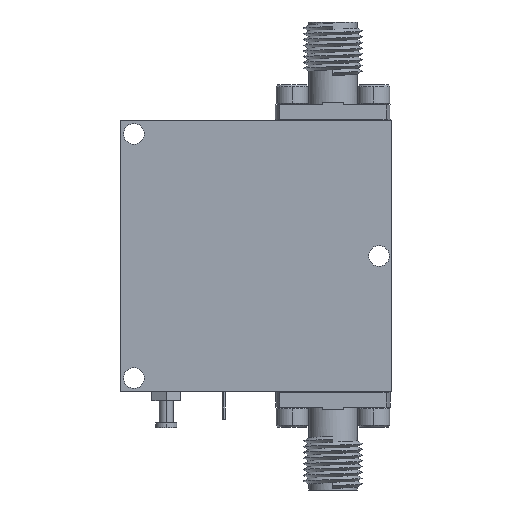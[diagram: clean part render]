
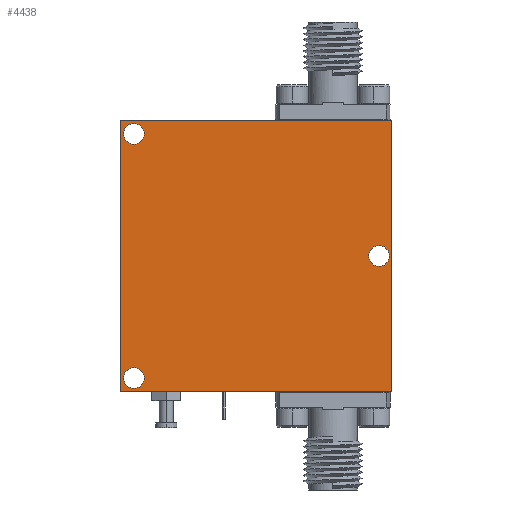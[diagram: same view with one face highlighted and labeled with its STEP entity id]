
A CAD part, left-side view. The second image highlights one B-rep face of the part: STEP entity #4438.
In plain terms, the highlighted planar face has unit normal (-1, 0, 0).
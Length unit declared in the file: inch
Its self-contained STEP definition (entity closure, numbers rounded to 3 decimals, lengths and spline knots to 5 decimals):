
#82 = FACE_BOUND ( 'NONE', #1333, .T. ) ;
#171 = EDGE_CURVE ( 'NONE', #3348, #4071, #987, .T. ) ;
#312 = CARTESIAN_POINT ( 'NONE',  ( 0., 0.5315, -0.48622 ) ) ;
#398 = AXIS2_PLACEMENT_3D ( 'NONE', #5943, #1308, #5505 ) ;
#484 = EDGE_CURVE ( 'NONE', #5118, #665, #4426, .T. ) ;
#496 = CARTESIAN_POINT ( 'NONE',  ( 0., -0.53543, 0. ) ) ;
#594 = VECTOR ( 'NONE', #5903, 39.37008 ) ;
#665 = VERTEX_POINT ( 'NONE', #5016 ) ;
#746 = VERTEX_POINT ( 'NONE', #3575 ) ;
#754 = CARTESIAN_POINT ( 'NONE',  ( 0., -0.59055, 0.59055 ) ) ;
#757 = DIRECTION ( 'NONE',  ( 0., 0., 1. ) ) ;
#781 = EDGE_LOOP ( 'NONE', ( #1690, #5816 ) ) ;
#834 = FACE_BOUND ( 'NONE', #781, .T. ) ;
#949 = CARTESIAN_POINT ( 'NONE',  ( 0., -0.59055, -0.59055 ) ) ;
#987 = CIRCLE ( 'NONE', #5130, 0.04528 ) ;
#991 = AXIS2_PLACEMENT_3D ( 'NONE', #4976, #5417, #2076 ) ;
#1308 = DIRECTION ( 'NONE',  ( -1., 0., 0. ) ) ;
#1333 = EDGE_LOOP ( 'NONE', ( #4242, #3873 ) ) ;
#1384 = CIRCLE ( 'NONE', #5711, 0.04528 ) ;
#1420 = FACE_BOUND ( 'NONE', #2872, .T. ) ;
#1596 = CARTESIAN_POINT ( 'NONE',  ( 0., -0.53543, 0.04528 ) ) ;
#1676 = DIRECTION ( 'NONE',  ( -1., 0., 0. ) ) ;
#1690 = ORIENTED_EDGE ( 'NONE', *, *, #484, .F. ) ;
#1692 = LINE ( 'NONE', #2085, #2846 ) ;
#1806 = EDGE_CURVE ( 'NONE', #2829, #4397, #1384, .T. ) ;
#2076 = DIRECTION ( 'NONE',  ( 0., 0., 1. ) ) ;
#2085 = CARTESIAN_POINT ( 'NONE',  ( 0., 0.59055, 0.59055 ) ) ;
#2120 = CARTESIAN_POINT ( 'NONE',  ( 0., 0.5315, 0.48622 ) ) ;
#2296 = EDGE_LOOP ( 'NONE', ( #3646, #3259, #3284, #3187 ) ) ;
#2535 = ORIENTED_EDGE ( 'NONE', *, *, #3658, .F. ) ;
#2622 = DIRECTION ( 'NONE',  ( -1., 0., 0. ) ) ;
#2802 = CARTESIAN_POINT ( 'NONE',  ( 0., -0.59055, 0.59055 ) ) ;
#2812 = DIRECTION ( 'NONE',  ( -1., 0., 0. ) ) ;
#2829 = VERTEX_POINT ( 'NONE', #1596 ) ;
#2846 = VECTOR ( 'NONE', #4863, 39.37008 ) ;
#2872 = EDGE_LOOP ( 'NONE', ( #5622, #2535 ) ) ;
#3110 = CARTESIAN_POINT ( 'NONE',  ( 0., 0.5315, 0.57677 ) ) ;
#3150 = LINE ( 'NONE', #4043, #594 ) ;
#3187 = ORIENTED_EDGE ( 'NONE', *, *, #5801, .F. ) ;
#3214 = CARTESIAN_POINT ( 'NONE',  ( 0., -0.59055, 0.59055 ) ) ;
#3259 = ORIENTED_EDGE ( 'NONE', *, *, #5385, .F. ) ;
#3284 = ORIENTED_EDGE ( 'NONE', *, *, #4490, .F. ) ;
#3332 = AXIS2_PLACEMENT_3D ( 'NONE', #496, #3778, #4246 ) ;
#3348 = VERTEX_POINT ( 'NONE', #2120 ) ;
#3367 = LINE ( 'NONE', #3214, #6067 ) ;
#3511 = DIRECTION ( 'NONE',  ( 0., 0., 1. ) ) ;
#3547 = CARTESIAN_POINT ( 'NONE',  ( 0., 0., 0. ) ) ;
#3575 = CARTESIAN_POINT ( 'NONE',  ( 0., 0.59055, -0.59055 ) ) ;
#3646 = ORIENTED_EDGE ( 'NONE', *, *, #4606, .F. ) ;
#3658 = EDGE_CURVE ( 'NONE', #4397, #2829, #4871, .T. ) ;
#3778 = DIRECTION ( 'NONE',  ( -1., 0., 0. ) ) ;
#3786 = DIRECTION ( 'NONE',  ( 0., 0., 1. ) ) ;
#3857 = AXIS2_PLACEMENT_3D ( 'NONE', #3547, #2622, #3511 ) ;
#3873 = ORIENTED_EDGE ( 'NONE', *, *, #171, .F. ) ;
#4043 = CARTESIAN_POINT ( 'NONE',  ( 0., -0.59055, -0.59055 ) ) ;
#4071 = VERTEX_POINT ( 'NONE', #3110 ) ;
#4242 = ORIENTED_EDGE ( 'NONE', *, *, #5611, .F. ) ;
#4246 = DIRECTION ( 'NONE',  ( 0., 0., 1. ) ) ;
#4345 = LINE ( 'NONE', #754, #5429 ) ;
#4397 = VERTEX_POINT ( 'NONE', #5273 ) ;
#4422 = DIRECTION ( 'NONE',  ( 0., -1., 0. ) ) ;
#4426 = CIRCLE ( 'NONE', #991, 0.04528 ) ;
#4438 = ADVANCED_FACE ( 'NONE', ( #834, #82, #1420, #5709 ), #4479, .T. ) ;
#4479 = PLANE ( 'NONE',  #3857 ) ;
#4490 = EDGE_CURVE ( 'NONE', #4799, #4698, #4345, .T. ) ;
#4606 = EDGE_CURVE ( 'NONE', #5365, #746, #3150, .T. ) ;
#4667 = EDGE_CURVE ( 'NONE', #665, #5118, #5706, .T. ) ;
#4671 = CARTESIAN_POINT ( 'NONE',  ( 0., 0.59055, 0.59055 ) ) ;
#4685 = DIRECTION ( 'NONE',  ( -1., 0., 0. ) ) ;
#4698 = VERTEX_POINT ( 'NONE', #2802 ) ;
#4799 = VERTEX_POINT ( 'NONE', #4671 ) ;
#4863 = DIRECTION ( 'NONE',  ( 0., 0., 1. ) ) ;
#4871 = CIRCLE ( 'NONE', #3332, 0.04528 ) ;
#4976 = CARTESIAN_POINT ( 'NONE',  ( 0., 0.5315, -0.5315 ) ) ;
#5010 = CARTESIAN_POINT ( 'NONE',  ( 0., -0.53543, 0. ) ) ;
#5016 = CARTESIAN_POINT ( 'NONE',  ( 0., 0.5315, -0.57677 ) ) ;
#5064 = CARTESIAN_POINT ( 'NONE',  ( 0., 0.5315, 0.5315 ) ) ;
#5118 = VERTEX_POINT ( 'NONE', #312 ) ;
#5130 = AXIS2_PLACEMENT_3D ( 'NONE', #5064, #4685, #5140 ) ;
#5140 = DIRECTION ( 'NONE',  ( 0., 0., 1. ) ) ;
#5273 = CARTESIAN_POINT ( 'NONE',  ( 0., -0.53543, -0.04528 ) ) ;
#5276 = CIRCLE ( 'NONE', #5869, 0.04528 ) ;
#5365 = VERTEX_POINT ( 'NONE', #949 ) ;
#5385 = EDGE_CURVE ( 'NONE', #4698, #5365, #3367, .T. ) ;
#5417 = DIRECTION ( 'NONE',  ( -1., 0., 0. ) ) ;
#5429 = VECTOR ( 'NONE', #4422, 39.37008 ) ;
#5505 = DIRECTION ( 'NONE',  ( 0., 0., 1. ) ) ;
#5609 = CARTESIAN_POINT ( 'NONE',  ( 0., 0.5315, 0.5315 ) ) ;
#5611 = EDGE_CURVE ( 'NONE', #4071, #3348, #5276, .T. ) ;
#5622 = ORIENTED_EDGE ( 'NONE', *, *, #1806, .F. ) ;
#5706 = CIRCLE ( 'NONE', #398, 0.04528 ) ;
#5709 = FACE_OUTER_BOUND ( 'NONE', #2296, .T. ) ;
#5711 = AXIS2_PLACEMENT_3D ( 'NONE', #5010, #1676, #757 ) ;
#5801 = EDGE_CURVE ( 'NONE', #746, #4799, #1692, .T. ) ;
#5816 = ORIENTED_EDGE ( 'NONE', *, *, #4667, .F. ) ;
#5869 = AXIS2_PLACEMENT_3D ( 'NONE', #5609, #2812, #3786 ) ;
#5903 = DIRECTION ( 'NONE',  ( 0., 1., 0. ) ) ;
#5943 = CARTESIAN_POINT ( 'NONE',  ( 0., 0.5315, -0.5315 ) ) ;
#6065 = DIRECTION ( 'NONE',  ( 0., 0., -1. ) ) ;
#6067 = VECTOR ( 'NONE', #6065, 39.37008 ) ;
